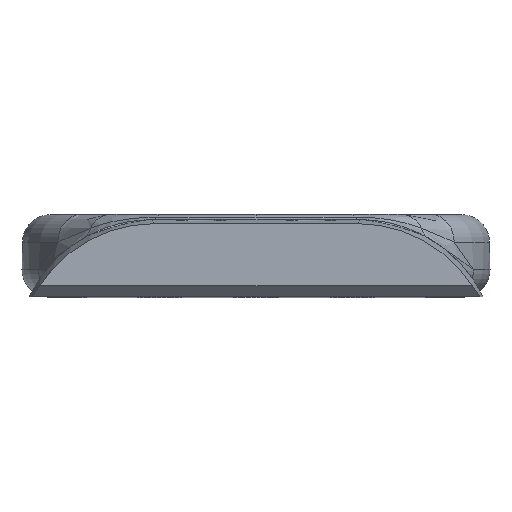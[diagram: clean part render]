
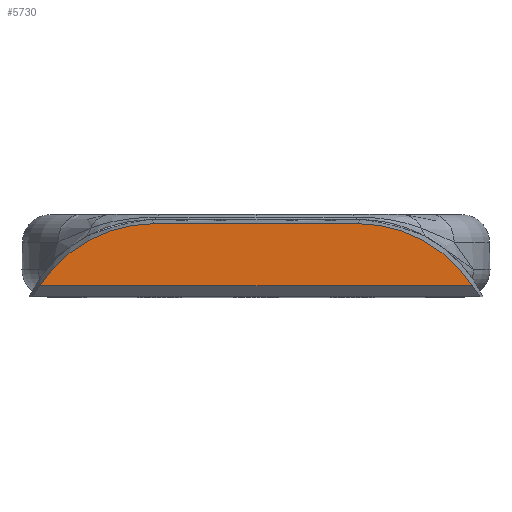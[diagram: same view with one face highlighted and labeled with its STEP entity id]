
A CAD part, top view. The second image highlights one B-rep face of the part: STEP entity #5730.
In plain terms, the highlighted planar face has unit normal (0, 0, 1).
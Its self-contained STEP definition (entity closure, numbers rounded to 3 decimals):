
#52 = CARTESIAN_POINT ( 'NONE',  ( 6.69, 27.705, -29.5 ) ) ;
#120 = VECTOR ( 'NONE', #4750, 1000. ) ;
#287 = VERTEX_POINT ( 'NONE', #2551 ) ;
#304 = VECTOR ( 'NONE', #445, 1000. ) ;
#438 = CARTESIAN_POINT ( 'NONE',  ( 24.877, 27.705, -29.5 ) ) ;
#445 = DIRECTION ( 'NONE',  ( 1., 0., 0. ) ) ;
#470 = ORIENTED_EDGE ( 'NONE', *, *, #1566, .T. ) ;
#476 = CARTESIAN_POINT ( 'NONE',  ( 3.674, 26.073, -29.5 ) ) ;
#792 = EDGE_LOOP ( 'NONE', ( #470, #3239, #1025, #1259 ) ) ;
#1025 = ORIENTED_EDGE ( 'NONE', *, *, #3847, .T. ) ;
#1151 = CARTESIAN_POINT ( 'NONE',  ( -2.491, 23.2, -29.5 ) ) ;
#1259 = ORIENTED_EDGE ( 'NONE', *, *, #1432, .F. ) ;
#1432 = EDGE_CURVE ( 'NONE', #2205, #2169, #3059, .T. ) ;
#1566 = EDGE_CURVE ( 'NONE', #2205, #3598, #1856, .T. ) ;
#1640 = EDGE_CURVE ( 'NONE', #3598, #287, #2443, .T. ) ;
#1856 =( BOUNDED_CURVE ( )  B_SPLINE_CURVE ( 3, ( #4521, #52, #476, #2278 ),
 .UNSPECIFIED., .F., .T. ) 
 B_SPLINE_CURVE_WITH_KNOTS ( ( 4, 4 ),
 ( 2.644, 3.63 ),
 .UNSPECIFIED. ) 
 CURVE ( )  GEOMETRIC_REPRESENTATION_ITEM ( )  RATIONAL_B_SPLINE_CURVE ( ( 1., 0.921, 0.921, 1. ) ) 
 REPRESENTATION_ITEM ( '' )  );
#1994 = CARTESIAN_POINT ( 'NONE',  ( -2.491, 30.863, -29.5 ) ) ;
#2026 = DIRECTION ( 'NONE',  ( 0., 0., -1. ) ) ;
#2055 = DIRECTION ( 'NONE',  ( 0., 1., 0. ) ) ;
#2169 = VERTEX_POINT ( 'NONE', #438 ) ;
#2205 = VERTEX_POINT ( 'NONE', #4961 ) ;
#2278 = CARTESIAN_POINT ( 'NONE',  ( 1.795, 23.2, -29.5 ) ) ;
#2380 = CARTESIAN_POINT ( 'NONE',  ( 1.795, 23.2, -29.5 ) ) ;
#2443 = LINE ( 'NONE', #1151, #120 ) ;
#2460 = PLANE ( 'NONE',  #5705 ) ;
#2551 = CARTESIAN_POINT ( 'NONE',  ( 33.205, 23.2, -29.5 ) ) ;
#2577 = CARTESIAN_POINT ( 'NONE',  ( 33.205, 23.2, -29.5 ) ) ;
#3059 = LINE ( 'NONE', #4875, #304 ) ;
#3239 = ORIENTED_EDGE ( 'NONE', *, *, #1640, .T. ) ;
#3598 = VERTEX_POINT ( 'NONE', #2380 ) ;
#3847 = EDGE_CURVE ( 'NONE', #287, #2169, #5196, .T. ) ;
#3934 = CARTESIAN_POINT ( 'NONE',  ( 31.326, 26.073, -29.5 ) ) ;
#4521 = CARTESIAN_POINT ( 'NONE',  ( 10.123, 27.705, -29.5 ) ) ;
#4750 = DIRECTION ( 'NONE',  ( 1., 0., 0. ) ) ;
#4875 = CARTESIAN_POINT ( 'NONE',  ( 0., 27.705, -29.5 ) ) ;
#4961 = CARTESIAN_POINT ( 'NONE',  ( 10.123, 27.705, -29.5 ) ) ;
#4986 = CARTESIAN_POINT ( 'NONE',  ( 28.31, 27.705, -29.5 ) ) ;
#5044 = CARTESIAN_POINT ( 'NONE',  ( 24.877, 27.705, -29.5 ) ) ;
#5196 =( BOUNDED_CURVE ( )  B_SPLINE_CURVE ( 3, ( #2577, #3934, #4986, #5044 ),
 .UNSPECIFIED., .F., .T. ) 
 B_SPLINE_CURVE_WITH_KNOTS ( ( 4, 4 ),
 ( 5.795, 6.781 ),
 .UNSPECIFIED. ) 
 CURVE ( )  GEOMETRIC_REPRESENTATION_ITEM ( )  RATIONAL_B_SPLINE_CURVE ( ( 1., 0.921, 0.921, 1. ) ) 
 REPRESENTATION_ITEM ( '' )  );
#5628 = FACE_OUTER_BOUND ( 'NONE', #792, .T. ) ;
#5705 = AXIS2_PLACEMENT_3D ( 'NONE', #1994, #2026, #2055 ) ;
#5730 = ADVANCED_FACE ( 'NONE', ( #5628 ), #2460, .F. ) ;
